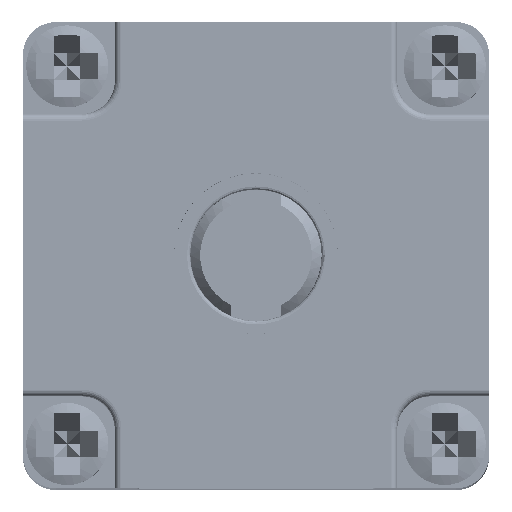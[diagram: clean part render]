
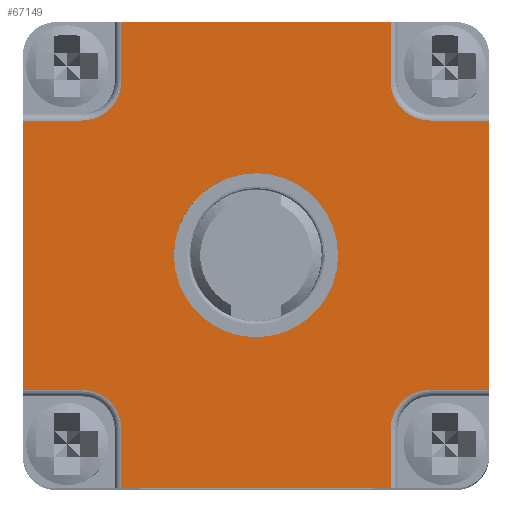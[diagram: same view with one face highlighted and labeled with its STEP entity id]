
A CAD part, top view. The second image highlights one B-rep face of the part: STEP entity #67149.
In plain terms, the highlighted planar face has unit normal (0, 0, 1).
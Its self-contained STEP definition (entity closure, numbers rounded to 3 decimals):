
#1092=FACE_BOUND('',#9156,.T.);
#1307=PLANE('',#73228);
#4438=FACE_OUTER_BOUND('',#9155,.T.);
#9155=EDGE_LOOP('',(#46517,#46518,#46519,#46520,#46521,#46522,#46523,#46524,
#46525,#46526,#46527,#46528,#46529,#46530,#46531,#46532));
#9156=EDGE_LOOP('',(#46533,#46534));
#14140=LINE('',#110143,#18405);
#14141=LINE('',#110145,#18406);
#14142=LINE('',#110147,#18407);
#14143=LINE('',#110151,#18408);
#14144=LINE('',#110153,#18409);
#14145=LINE('',#110155,#18410);
#14146=LINE('',#110159,#18411);
#14147=LINE('',#110161,#18412);
#14148=LINE('',#110163,#18413);
#14149=LINE('',#110167,#18414);
#14150=LINE('',#110169,#18415);
#14151=LINE('',#110171,#18416);
#18405=VECTOR('',#84977,1.8);
#18406=VECTOR('',#84978,8.2);
#18407=VECTOR('',#84979,1.8);
#18408=VECTOR('',#84982,1.8);
#18409=VECTOR('',#84983,8.2);
#18410=VECTOR('',#84984,1.8);
#18411=VECTOR('',#84987,1.8);
#18412=VECTOR('',#84988,8.2);
#18413=VECTOR('',#84989,1.8);
#18414=VECTOR('',#84992,1.8);
#18415=VECTOR('',#84993,8.2);
#18416=VECTOR('',#84994,1.8);
#22591=CIRCLE('',#73229,1.2);
#22592=CIRCLE('',#73230,1.2);
#22593=CIRCLE('',#73231,1.2);
#22594=CIRCLE('',#73232,1.2);
#22595=CIRCLE('',#73233,2.5);
#22596=CIRCLE('',#73234,2.5);
#28494=VERTEX_POINT('',#110141);
#28495=VERTEX_POINT('',#110142);
#28496=VERTEX_POINT('',#110144);
#28497=VERTEX_POINT('',#110146);
#28498=VERTEX_POINT('',#110148);
#28499=VERTEX_POINT('',#110150);
#28500=VERTEX_POINT('',#110152);
#28501=VERTEX_POINT('',#110154);
#28502=VERTEX_POINT('',#110156);
#28503=VERTEX_POINT('',#110158);
#28504=VERTEX_POINT('',#110160);
#28505=VERTEX_POINT('',#110162);
#28506=VERTEX_POINT('',#110164);
#28507=VERTEX_POINT('',#110166);
#28508=VERTEX_POINT('',#110168);
#28509=VERTEX_POINT('',#110170);
#28510=VERTEX_POINT('',#110173);
#28511=VERTEX_POINT('',#110174);
#35837=EDGE_CURVE('',#28494,#28495,#14140,.T.);
#35838=EDGE_CURVE('',#28496,#28495,#14141,.T.);
#35839=EDGE_CURVE('',#28497,#28496,#14142,.T.);
#35840=EDGE_CURVE('',#28498,#28497,#22591,.T.);
#35841=EDGE_CURVE('',#28499,#28498,#14143,.T.);
#35842=EDGE_CURVE('',#28500,#28499,#14144,.T.);
#35843=EDGE_CURVE('',#28500,#28501,#14145,.T.);
#35844=EDGE_CURVE('',#28501,#28502,#22592,.T.);
#35845=EDGE_CURVE('',#28502,#28503,#14146,.T.);
#35846=EDGE_CURVE('',#28504,#28503,#14147,.T.);
#35847=EDGE_CURVE('',#28504,#28505,#14148,.T.);
#35848=EDGE_CURVE('',#28505,#28506,#22593,.T.);
#35849=EDGE_CURVE('',#28506,#28507,#14149,.T.);
#35850=EDGE_CURVE('',#28508,#28507,#14150,.T.);
#35851=EDGE_CURVE('',#28508,#28509,#14151,.T.);
#35852=EDGE_CURVE('',#28509,#28494,#22594,.T.);
#35853=EDGE_CURVE('',#28510,#28511,#22595,.T.);
#35854=EDGE_CURVE('',#28511,#28510,#22596,.T.);
#46517=ORIENTED_EDGE('',*,*,#35837,.T.);
#46518=ORIENTED_EDGE('',*,*,#35838,.F.);
#46519=ORIENTED_EDGE('',*,*,#35839,.F.);
#46520=ORIENTED_EDGE('',*,*,#35840,.F.);
#46521=ORIENTED_EDGE('',*,*,#35841,.F.);
#46522=ORIENTED_EDGE('',*,*,#35842,.F.);
#46523=ORIENTED_EDGE('',*,*,#35843,.T.);
#46524=ORIENTED_EDGE('',*,*,#35844,.T.);
#46525=ORIENTED_EDGE('',*,*,#35845,.T.);
#46526=ORIENTED_EDGE('',*,*,#35846,.F.);
#46527=ORIENTED_EDGE('',*,*,#35847,.T.);
#46528=ORIENTED_EDGE('',*,*,#35848,.T.);
#46529=ORIENTED_EDGE('',*,*,#35849,.T.);
#46530=ORIENTED_EDGE('',*,*,#35850,.F.);
#46531=ORIENTED_EDGE('',*,*,#35851,.T.);
#46532=ORIENTED_EDGE('',*,*,#35852,.T.);
#46533=ORIENTED_EDGE('',*,*,#35853,.F.);
#46534=ORIENTED_EDGE('',*,*,#35854,.F.);
#67149=ADVANCED_FACE('',(#4438,#1092),#1307,.F.);
#73228=AXIS2_PLACEMENT_3D('',#110140,#84975,#84976);
#73229=AXIS2_PLACEMENT_3D('',#110149,#84980,#84981);
#73230=AXIS2_PLACEMENT_3D('',#110157,#84985,#84986);
#73231=AXIS2_PLACEMENT_3D('',#110165,#84990,#84991);
#73232=AXIS2_PLACEMENT_3D('',#110172,#84995,#84996);
#73233=AXIS2_PLACEMENT_3D('',#110175,#84997,#84998);
#73234=AXIS2_PLACEMENT_3D('',#110176,#84999,#85000);
#84975=DIRECTION('center_axis',(0.,0.,-1.));
#84976=DIRECTION('ref_axis',(0.,-1.,0.));
#84977=DIRECTION('',(0.,-1.,0.));
#84978=DIRECTION('',(-1.,0.,0.));
#84979=DIRECTION('',(0.,-1.,0.));
#84980=DIRECTION('center_axis',(0.,0.,1.));
#84981=DIRECTION('ref_axis',(0.,1.,0.));
#84982=DIRECTION('',(-1.,0.,0.));
#84983=DIRECTION('',(0.,-1.,0.));
#84984=DIRECTION('',(-1.,0.,0.));
#84985=DIRECTION('center_axis',(0.,0.,-1.));
#84986=DIRECTION('ref_axis',(0.,-1.,0.));
#84987=DIRECTION('',(0.,1.,0.));
#84988=DIRECTION('',(1.,0.,0.));
#84989=DIRECTION('',(0.,-1.,0.));
#84990=DIRECTION('center_axis',(0.,0.,-1.));
#84991=DIRECTION('ref_axis',(1.,0.,0.));
#84992=DIRECTION('',(-1.,0.,0.));
#84993=DIRECTION('',(0.,1.,0.));
#84994=DIRECTION('',(1.,0.,0.));
#84995=DIRECTION('center_axis',(0.,0.,-1.));
#84996=DIRECTION('ref_axis',(0.,1.,0.));
#84997=DIRECTION('center_axis',(0.,0.,1.));
#84998=DIRECTION('ref_axis',(1.,0.,0.));
#84999=DIRECTION('center_axis',(0.,0.,1.));
#85000=DIRECTION('ref_axis',(1.,0.,0.));
#110140=CARTESIAN_POINT('Origin',(-10.798,4.356,26.663));
#110141=CARTESIAN_POINT('',(-14.898,-0.944,26.663));
#110142=CARTESIAN_POINT('',(-14.898,-2.744,26.663));
#110143=CARTESIAN_POINT('',(-14.898,-0.944,26.663));
#110144=CARTESIAN_POINT('',(-6.698,-2.744,26.663));
#110145=CARTESIAN_POINT('',(-6.698,-2.744,26.663));
#110146=CARTESIAN_POINT('',(-6.698,-0.944,26.663));
#110147=CARTESIAN_POINT('',(-6.698,-0.944,26.663));
#110148=CARTESIAN_POINT('',(-5.498,0.256,26.663));
#110149=CARTESIAN_POINT('Origin',(-5.498,-0.944,
26.663));
#110150=CARTESIAN_POINT('',(-3.698,0.256,26.663));
#110151=CARTESIAN_POINT('',(-3.698,0.256,26.663));
#110152=CARTESIAN_POINT('',(-3.698,8.456,26.663));
#110153=CARTESIAN_POINT('',(-3.698,8.456,26.663));
#110154=CARTESIAN_POINT('',(-5.498,8.456,26.663));
#110155=CARTESIAN_POINT('',(-3.698,8.456,26.663));
#110156=CARTESIAN_POINT('',(-6.698,9.656,26.663));
#110157=CARTESIAN_POINT('Origin',(-5.498,9.656,26.663));
#110158=CARTESIAN_POINT('',(-6.698,11.456,26.663));
#110159=CARTESIAN_POINT('',(-6.698,9.656,26.663));
#110160=CARTESIAN_POINT('',(-14.898,11.456,26.663));
#110161=CARTESIAN_POINT('',(-14.898,11.456,26.663));
#110162=CARTESIAN_POINT('',(-14.898,9.656,26.663));
#110163=CARTESIAN_POINT('',(-14.898,11.456,26.663));
#110164=CARTESIAN_POINT('',(-16.098,8.456,26.663));
#110165=CARTESIAN_POINT('Origin',(-16.098,9.656,26.663));
#110166=CARTESIAN_POINT('',(-17.898,8.456,26.663));
#110167=CARTESIAN_POINT('',(-16.098,8.456,26.663));
#110168=CARTESIAN_POINT('',(-17.898,0.256,26.663));
#110169=CARTESIAN_POINT('',(-17.898,0.256,26.663));
#110170=CARTESIAN_POINT('',(-16.098,0.256,26.663));
#110171=CARTESIAN_POINT('',(-17.898,0.256,26.663));
#110172=CARTESIAN_POINT('Origin',(-16.098,-0.944,26.663));
#110173=CARTESIAN_POINT('',(-8.298,4.356,26.663));
#110174=CARTESIAN_POINT('',(-13.298,4.356,26.663));
#110175=CARTESIAN_POINT('Origin',(-10.798,4.356,26.663));
#110176=CARTESIAN_POINT('Origin',(-10.798,4.356,26.663));
